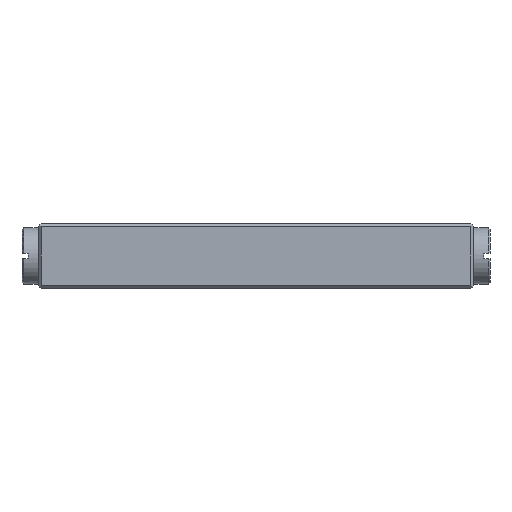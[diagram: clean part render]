
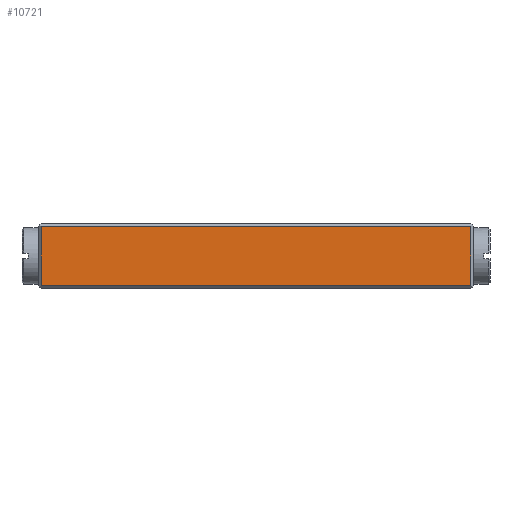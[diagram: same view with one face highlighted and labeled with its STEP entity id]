
A CAD part, front view. The second image highlights one B-rep face of the part: STEP entity #10721.
In plain terms, the highlighted planar face has unit normal (0, -1, 0).
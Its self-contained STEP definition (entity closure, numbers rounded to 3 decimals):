
#9090=FACE_OUTER_BOUND('',#16691,.T.);
#10721=ADVANCED_FACE('',(#9090),#12765,.T.);
#12765=PLANE('',#44394);
#16691=EDGE_LOOP('',(#19584,#19585,#19586,#19587));
#19584=ORIENTED_EDGE('',*,*,#32988,.T.);
#19585=ORIENTED_EDGE('',*,*,#32989,.T.);
#19586=ORIENTED_EDGE('',*,*,#32990,.T.);
#19587=ORIENTED_EDGE('',*,*,#32991,.T.);
#29536=VERTEX_POINT('',#56192);
#29537=VERTEX_POINT('',#56193);
#29538=VERTEX_POINT('',#56195);
#29539=VERTEX_POINT('',#56197);
#32988=EDGE_CURVE('',#29536,#29537,#37884,.T.);
#32989=EDGE_CURVE('',#29537,#29538,#37885,.T.);
#32990=EDGE_CURVE('',#29538,#29539,#37886,.T.);
#32991=EDGE_CURVE('',#29539,#29536,#37887,.T.);
#37884=LINE('',#56191,#41224);
#37885=LINE('',#56194,#41225);
#37886=LINE('',#56196,#41226);
#37887=LINE('',#56198,#41227);
#41224=VECTOR('',#47151,1.);
#41225=VECTOR('',#47152,1.);
#41226=VECTOR('',#47153,1.);
#41227=VECTOR('',#47154,1.);
#44394=AXIS2_PLACEMENT_3D('',#56199,#47155,#47156);
#47151=DIRECTION('',(-1.,0.,0.));
#47152=DIRECTION('',(0.,0.,-1.));
#47153=DIRECTION('',(1.,0.,0.));
#47154=DIRECTION('',(0.,0.,1.));
#47155=DIRECTION('',(0.,-1.,0.));
#47156=DIRECTION('',(0.,0.,-1.));
#56191=CARTESIAN_POINT('',(50.,0.,14.25));
#56192=CARTESIAN_POINT('',(99.275,0.,14.25));
#56193=CARTESIAN_POINT('',(0.725,0.,14.25));
#56194=CARTESIAN_POINT('',(0.725,0.,0.));
#56195=CARTESIAN_POINT('',(0.725,0.,0.75));
#56196=CARTESIAN_POINT('',(50.,0.,0.75));
#56197=CARTESIAN_POINT('',(99.275,0.,0.75));
#56198=CARTESIAN_POINT('',(99.275,0.,0.));
#56199=CARTESIAN_POINT('',(50.,0.,0.));
